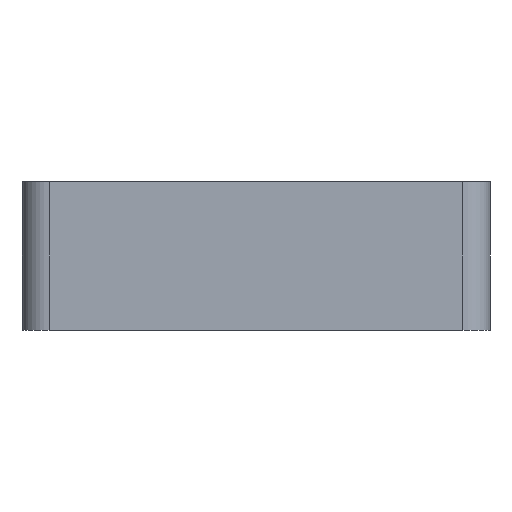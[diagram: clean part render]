
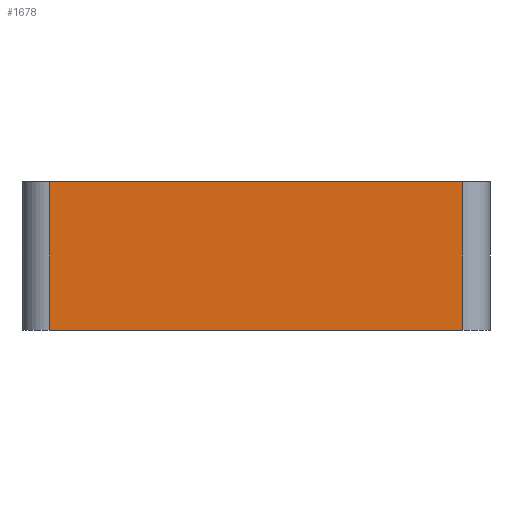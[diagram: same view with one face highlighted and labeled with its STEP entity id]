
A CAD part, left-side view. The second image highlights one B-rep face of the part: STEP entity #1678.
In plain terms, the highlighted planar face has unit normal (-1, 0, 0).
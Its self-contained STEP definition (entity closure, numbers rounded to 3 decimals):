
#24 = VERTEX_POINT ( 'NONE', #1367 ) ;
#81 = AXIS2_PLACEMENT_3D ( 'NONE', #430, #425, #420 ) ;
#200 = ORIENTED_EDGE ( 'NONE', *, *, #205, .F. ) ;
#205 = EDGE_CURVE ( 'NONE', #350, #455, #1396, .T. ) ;
#240 = VECTOR ( 'NONE', #890, 1000. ) ;
#255 = VECTOR ( 'NONE', #1524, 1000. ) ;
#259 = EDGE_CURVE ( 'NONE', #1500, #350, #293, .T. ) ;
#260 = LINE ( 'NONE', #1480, #255 ) ;
#293 = LINE ( 'NONE', #878, #240 ) ;
#350 = VERTEX_POINT ( 'NONE', #579 ) ;
#378 = EDGE_CURVE ( 'NONE', #1500, #24, #1039, .T. ) ;
#396 = EDGE_LOOP ( 'NONE', ( #1288, #549, #200, #1239 ) ) ;
#420 = DIRECTION ( 'NONE',  ( 0., 1., 0. ) ) ;
#425 = DIRECTION ( 'NONE',  ( 1., 0., 0. ) ) ;
#430 = CARTESIAN_POINT ( 'NONE',  ( -35.15, 24., 5.5 ) ) ;
#448 = PLANE ( 'NONE',  #81 ) ;
#455 = VERTEX_POINT ( 'NONE', #536 ) ;
#528 = DIRECTION ( 'NONE',  ( 0., -1., 0. ) ) ;
#536 = CARTESIAN_POINT ( 'NONE',  ( -35.15, -23., 5.5 ) ) ;
#549 = ORIENTED_EDGE ( 'NONE', *, *, #963, .F. ) ;
#559 = CARTESIAN_POINT ( 'NONE',  ( -35.15, -24., 0. ) ) ;
#579 = CARTESIAN_POINT ( 'NONE',  ( -35.15, -7.7, 5.5 ) ) ;
#654 = VECTOR ( 'NONE', #996, 1000. ) ;
#841 = CARTESIAN_POINT ( 'NONE',  ( -35.15, -7.7, 0. ) ) ;
#878 = CARTESIAN_POINT ( 'NONE',  ( -35.15, -7.7, 5.5 ) ) ;
#890 = DIRECTION ( 'NONE',  ( 0., 0., 1. ) ) ;
#963 = EDGE_CURVE ( 'NONE', #455, #24, #260, .T. ) ;
#996 = DIRECTION ( 'NONE',  ( 0., -1., 0. ) ) ;
#1017 = CARTESIAN_POINT ( 'NONE',  ( -35.15, 24., 5.5 ) ) ;
#1039 = LINE ( 'NONE', #559, #1719 ) ;
#1178 = FACE_OUTER_BOUND ( 'NONE', #396, .T. ) ;
#1239 = ORIENTED_EDGE ( 'NONE', *, *, #259, .F. ) ;
#1288 = ORIENTED_EDGE ( 'NONE', *, *, #378, .T. ) ;
#1367 = CARTESIAN_POINT ( 'NONE',  ( -35.15, -23., 0. ) ) ;
#1396 = LINE ( 'NONE', #1017, #654 ) ;
#1480 = CARTESIAN_POINT ( 'NONE',  ( -35.15, -23., 5.5 ) ) ;
#1500 = VERTEX_POINT ( 'NONE', #841 ) ;
#1524 = DIRECTION ( 'NONE',  ( 0., 0., -1. ) ) ;
#1678 = ADVANCED_FACE ( 'NONE', ( #1178 ), #448, .F. ) ;
#1719 = VECTOR ( 'NONE', #528, 1000. ) ;
